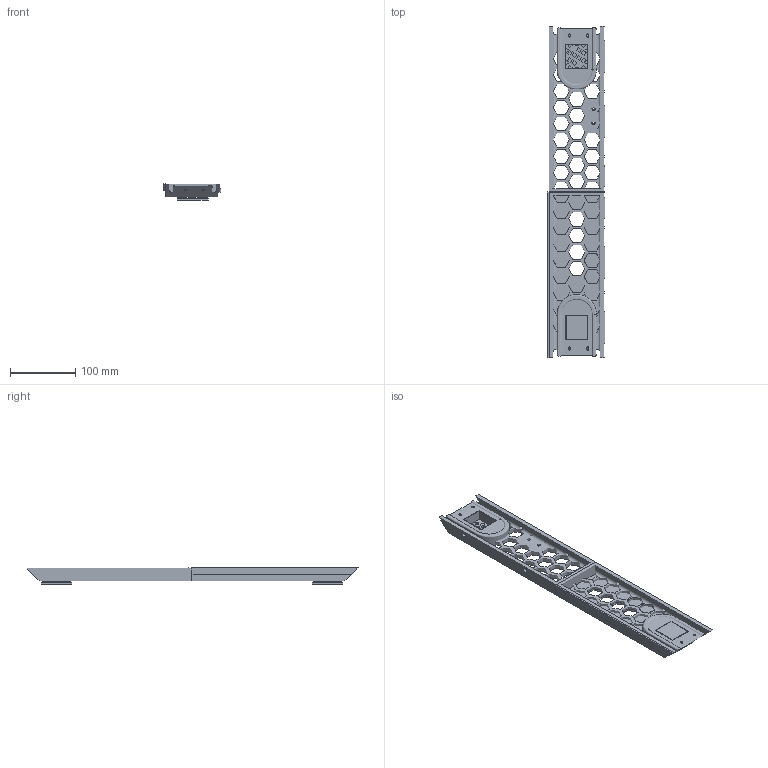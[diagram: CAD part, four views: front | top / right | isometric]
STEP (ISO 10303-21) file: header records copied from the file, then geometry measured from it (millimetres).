
FILE_DESCRIPTION(/* description */ ('STEP AP242','CAx-IF Rec.Pracs.---Representation and Presentation of Product Manufacturing Information (PMI)---4.0---2014-10-13','CAx-IF Rec.Pracs.---3D Tessellated Geometry---0.4---2014-09-14','2;1'),/* implementation_level */ '2;1');
FILE_NAME(/* name */ 'top skirt skirt disco fysec 4 buttons',/* time_stamp */ '2025-04-28T23:19:57Z',/* author */ (''),/* organization */ (''),/* preprocessor_version */ 'ST-DEVELOPER v20',/* originating_system */ 'ONSHAPE BY PTC INC, 1.197',/* authorisation */ ' ');
FILE_SCHEMA (('AP242_MANAGED_MODEL_BASED_3D_ENGINEERING_MIM_LF { 1 0 10303 442 1 1 4 }'));
Length unit declared in the file: metre
Products named in the file (6): Part 5; Part 1; Disco Skirt PCB Blank; Part 6
Bounding box: 88.75 x 510 x 25 mm (x, y, z)
Volume: 65141.2 mm3; surface area: 162396.8 mm2
Topology: 4 solids, 21 shells, 296 faces, 733 edges, 494 vertices
Faces by surface type: plane 282, cylinder 10, other 4
Full cylindrical faces by diameter (mm): 3.1 x4, 3.3 x2, 3.4 x4
Entity records: 9239 total; most frequent: CARTESIAN_POINT 1908, ORIENTED_EDGE 1367, DIRECTION 1258, EDGE_CURVE 715, LINE 642, VECTOR 642, VERTEX_POINT 486, EDGE_LOOP 358
